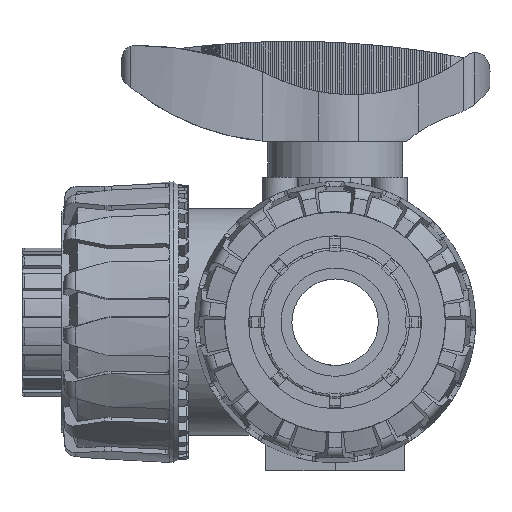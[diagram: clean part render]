
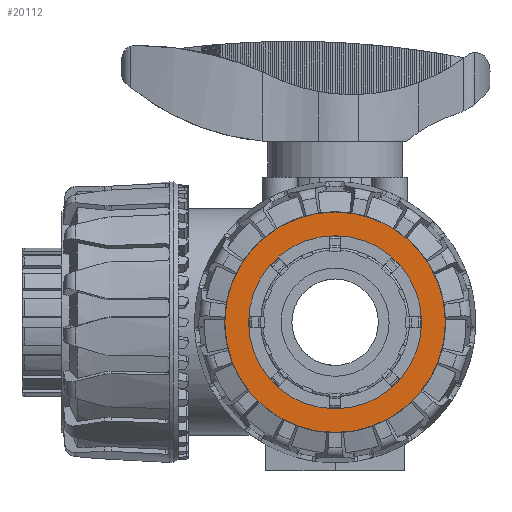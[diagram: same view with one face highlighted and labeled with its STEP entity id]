
A CAD part, front view. The second image highlights one B-rep face of the part: STEP entity #20112.
In plain terms, the highlighted face is planar.
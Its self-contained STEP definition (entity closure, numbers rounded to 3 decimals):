
#4407=PLANE($,#21909);
#4791=FACE_BOUND($,#6614,.T.);
#4792=FACE_BOUND($,#6615,.T.);
#6614=EDGE_LOOP($,(#16645));
#6615=EDGE_LOOP($,(#16646));
#7398=CIRCLE($,#21702,25.5);
#7418=CIRCLE($,#21743,20.);
#8756=VERTEX_POINT($,#35356);
#8781=VERTEX_POINT($,#35448);
#11375=EDGE_CURVE($,#8756,#8756,#7398,.T.);
#11418=EDGE_CURVE($,#8781,#8781,#7418,.T.);
#16645=ORIENTED_EDGE($,*,*,#11418,.T.);
#16646=ORIENTED_EDGE($,*,*,#11375,.T.);
#20112=ADVANCED_FACE($,(#4791,#4792),#4407,.T.);
#21702=AXIS2_PLACEMENT_3D($,#35357,#26043,#26044);
#21743=AXIS2_PLACEMENT_3D($,#35449,#26129,#26130);
#21909=AXIS2_PLACEMENT_3D($,#36229,#26518,#26519);
#26043=DIRECTION('center_axis',(0.,1.,0.));
#26044=DIRECTION('ref_axis',(-1.,0.,0.));
#26129=DIRECTION('center_axis',(0.,-1.,0.));
#26130=DIRECTION('ref_axis',(0.,0.,1.));
#26518=DIRECTION('center_axis',(0.,1.,0.));
#26519=DIRECTION('ref_axis',(0.,0.,1.));
#35356=CARTESIAN_POINT('',(-25.5,27.1,0.));
#35357=CARTESIAN_POINT('Origin',(0.,27.1,0.));
#35448=CARTESIAN_POINT('',(0.,27.1,20.));
#35449=CARTESIAN_POINT('Origin',(0.,27.1,0.));
#36229=CARTESIAN_POINT('Origin',(-12.75,27.1,0.));
